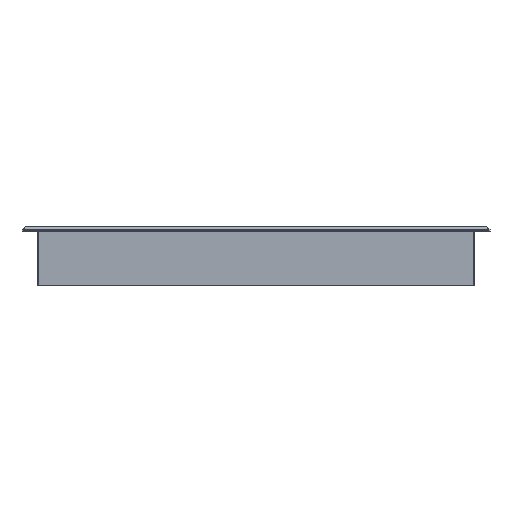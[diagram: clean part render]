
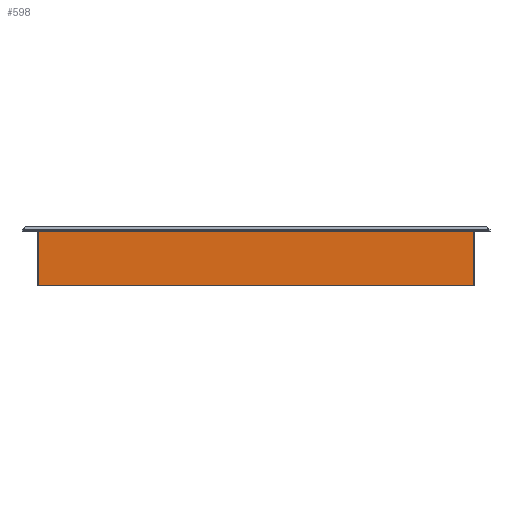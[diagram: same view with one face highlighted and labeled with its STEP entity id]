
A CAD part, front view. The second image highlights one B-rep face of the part: STEP entity #598.
In plain terms, the highlighted planar face has unit normal (0, -1, 0).
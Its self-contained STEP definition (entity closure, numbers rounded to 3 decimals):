
#1 = CARTESIAN_POINT ( 'NONE',  ( 190., -190., 0. ) ) ;
#31 = FACE_OUTER_BOUND ( 'NONE', #360, .T. ) ;
#50 = CARTESIAN_POINT ( 'NONE',  ( -190., -190., 0. ) ) ;
#360 = EDGE_LOOP ( 'NONE', ( #2729, #1319, #3868, #446 ) ) ;
#446 = ORIENTED_EDGE ( 'NONE', *, *, #1647, .T. ) ;
#598 = ADVANCED_FACE ( 'NONE', ( #31 ), #956, .T. ) ;
#650 = DIRECTION ( 'NONE',  ( 1., 0., 0. ) ) ;
#824 = VECTOR ( 'NONE', #3803, 1000. ) ;
#956 = PLANE ( 'NONE',  #3165 ) ;
#1138 = LINE ( 'NONE', #3253, #1908 ) ;
#1221 = VERTEX_POINT ( 'NONE', #1952 ) ;
#1319 = ORIENTED_EDGE ( 'NONE', *, *, #2351, .F. ) ;
#1390 = EDGE_CURVE ( 'NONE', #3287, #2028, #1138, .T. ) ;
#1577 = LINE ( 'NONE', #2814, #3815 ) ;
#1647 = EDGE_CURVE ( 'NONE', #1221, #3287, #2428, .T. ) ;
#1777 = VECTOR ( 'NONE', #650, 1000. ) ;
#1788 = DIRECTION ( 'NONE',  ( 0., 0., 1. ) ) ;
#1908 = VECTOR ( 'NONE', #1788, 1000. ) ;
#1952 = CARTESIAN_POINT ( 'NONE',  ( -190., -190., -47.5 ) ) ;
#2002 = EDGE_CURVE ( 'NONE', #1221, #3316, #1577, .T. ) ;
#2028 = VERTEX_POINT ( 'NONE', #1 ) ;
#2219 = LINE ( 'NONE', #2909, #824 ) ;
#2351 = EDGE_CURVE ( 'NONE', #3316, #2028, #2219, .T. ) ;
#2421 = DIRECTION ( 'NONE',  ( 0., 0., 1. ) ) ;
#2428 = LINE ( 'NONE', #3420, #1777 ) ;
#2513 = DIRECTION ( 'NONE',  ( 0., -1., 0. ) ) ;
#2536 = DIRECTION ( 'NONE',  ( 1., 0., 0. ) ) ;
#2729 = ORIENTED_EDGE ( 'NONE', *, *, #1390, .T. ) ;
#2814 = CARTESIAN_POINT ( 'NONE',  ( -190., -190., -47.5 ) ) ;
#2909 = CARTESIAN_POINT ( 'NONE',  ( 190., -190., 0. ) ) ;
#3165 = AXIS2_PLACEMENT_3D ( 'NONE', #3462, #2513, #2536 ) ;
#3253 = CARTESIAN_POINT ( 'NONE',  ( 190., -190., -47.5 ) ) ;
#3287 = VERTEX_POINT ( 'NONE', #3814 ) ;
#3316 = VERTEX_POINT ( 'NONE', #50 ) ;
#3420 = CARTESIAN_POINT ( 'NONE',  ( -190., -190., -47.5 ) ) ;
#3462 = CARTESIAN_POINT ( 'NONE',  ( -190., -190., -47.5 ) ) ;
#3803 = DIRECTION ( 'NONE',  ( 1., 0., 0. ) ) ;
#3814 = CARTESIAN_POINT ( 'NONE',  ( 190., -190., -47.5 ) ) ;
#3815 = VECTOR ( 'NONE', #2421, 1000. ) ;
#3868 = ORIENTED_EDGE ( 'NONE', *, *, #2002, .F. ) ;
